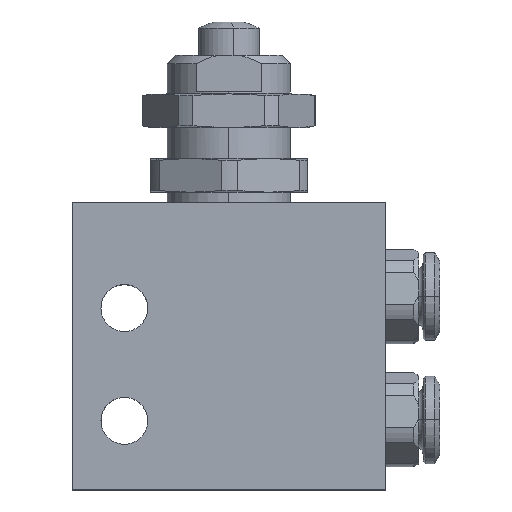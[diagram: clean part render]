
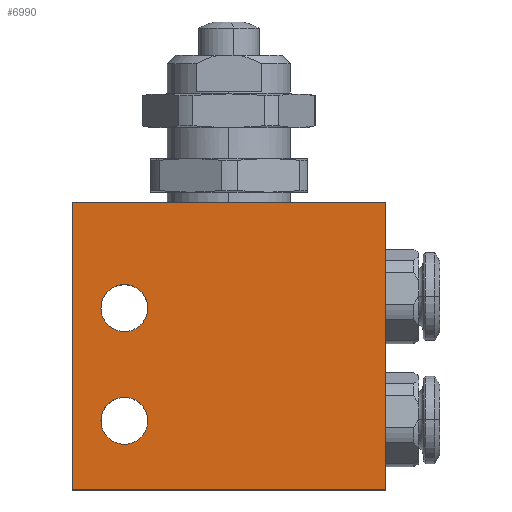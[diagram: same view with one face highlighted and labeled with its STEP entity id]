
A CAD part, top view. The second image highlights one B-rep face of the part: STEP entity #6990.
In plain terms, the highlighted planar face has unit normal (0, 0, 1).
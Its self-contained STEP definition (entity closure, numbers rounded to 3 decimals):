
#23 = EDGE_CURVE ( 'NONE', #5430, #1481, #5077, .T. ) ;
#41 = AXIS2_PLACEMENT_3D ( 'NONE', #1570, #6197, #1695 ) ;
#72 = DIRECTION ( 'NONE',  ( 0., 0., 1. ) ) ;
#85 = LINE ( 'NONE', #7043, #2917 ) ;
#203 = CARTESIAN_POINT ( 'NONE',  ( 0., 0., 15. ) ) ;
#281 = CARTESIAN_POINT ( 'NONE',  ( 5., 17.4, 15. ) ) ;
#308 = AXIS2_PLACEMENT_3D ( 'NONE', #3988, #72, #7243 ) ;
#477 = DIRECTION ( 'NONE',  ( -1., 0., 0. ) ) ;
#494 = EDGE_LOOP ( 'NONE', ( #1843, #8035 ) ) ;
#697 = LINE ( 'NONE', #5035, #1504 ) ;
#1282 = EDGE_CURVE ( 'NONE', #4715, #4599, #85, .T. ) ;
#1481 = VERTEX_POINT ( 'NONE', #2726 ) ;
#1504 = VECTOR ( 'NONE', #5703, 1000. ) ;
#1570 = CARTESIAN_POINT ( 'NONE',  ( 5., 6.6, 15. ) ) ;
#1695 = DIRECTION ( 'NONE',  ( 1., 0., 0. ) ) ;
#1796 = PLANE ( 'NONE',  #3339 ) ;
#1843 = ORIENTED_EDGE ( 'NONE', *, *, #5366, .F. ) ;
#1861 = FACE_BOUND ( 'NONE', #494, .T. ) ;
#1904 = EDGE_CURVE ( 'NONE', #4599, #7929, #697, .T. ) ;
#2169 = CARTESIAN_POINT ( 'NONE',  ( 7.25, 17.4, 15. ) ) ;
#2253 = FACE_BOUND ( 'NONE', #5834, .T. ) ;
#2359 = CARTESIAN_POINT ( 'NONE',  ( 7.25, 6.6, 15. ) ) ;
#2726 = CARTESIAN_POINT ( 'NONE',  ( 2.75, 6.6, 15. ) ) ;
#2917 = VECTOR ( 'NONE', #4442, 1000. ) ;
#3131 = CARTESIAN_POINT ( 'NONE',  ( 0., 27.5, 15. ) ) ;
#3287 = CIRCLE ( 'NONE', #3814, 2.25 ) ;
#3316 = EDGE_CURVE ( 'NONE', #7929, #7720, #5809, .T. ) ;
#3339 = AXIS2_PLACEMENT_3D ( 'NONE', #3131, #5695, #477 ) ;
#3380 = ORIENTED_EDGE ( 'NONE', *, *, #4750, .F. ) ;
#3638 = VERTEX_POINT ( 'NONE', #2169 ) ;
#3737 = DIRECTION ( 'NONE',  ( 0., -1., 0. ) ) ;
#3814 = AXIS2_PLACEMENT_3D ( 'NONE', #6000, #7324, #4782 ) ;
#3823 = CARTESIAN_POINT ( 'NONE',  ( 30., 27.5, 15. ) ) ;
#3988 = CARTESIAN_POINT ( 'NONE',  ( 5., 17.4, 15. ) ) ;
#4214 = ORIENTED_EDGE ( 'NONE', *, *, #1904, .T. ) ;
#4442 = DIRECTION ( 'NONE',  ( 1., 0., 0. ) ) ;
#4599 = VERTEX_POINT ( 'NONE', #5766 ) ;
#4715 = VERTEX_POINT ( 'NONE', #203 ) ;
#4741 = DIRECTION ( 'NONE',  ( 0., 0., 1. ) ) ;
#4750 = EDGE_CURVE ( 'NONE', #1481, #5430, #3287, .T. ) ;
#4782 = DIRECTION ( 'NONE',  ( 1., 0., 0. ) ) ;
#4805 = DIRECTION ( 'NONE',  ( 1., 0., 0. ) ) ;
#5035 = CARTESIAN_POINT ( 'NONE',  ( 30., 0., 15. ) ) ;
#5077 = CIRCLE ( 'NONE', #41, 2.25 ) ;
#5085 = CARTESIAN_POINT ( 'NONE',  ( 2.75, 17.4, 15. ) ) ;
#5366 = EDGE_CURVE ( 'NONE', #3638, #8386, #8173, .T. ) ;
#5430 = VERTEX_POINT ( 'NONE', #2359 ) ;
#5504 = VECTOR ( 'NONE', #6184, 1000. ) ;
#5695 = DIRECTION ( 'NONE',  ( 0., 0., -1. ) ) ;
#5703 = DIRECTION ( 'NONE',  ( 0., 1., 0. ) ) ;
#5766 = CARTESIAN_POINT ( 'NONE',  ( 30., 0., 15. ) ) ;
#5796 = LINE ( 'NONE', #7637, #7531 ) ;
#5809 = LINE ( 'NONE', #6808, #5504 ) ;
#5834 = EDGE_LOOP ( 'NONE', ( #8122, #3380 ) ) ;
#5865 = CIRCLE ( 'NONE', #308, 2.25 ) ;
#6000 = CARTESIAN_POINT ( 'NONE',  ( 5., 6.6, 15. ) ) ;
#6029 = EDGE_CURVE ( 'NONE', #7720, #4715, #5796, .T. ) ;
#6184 = DIRECTION ( 'NONE',  ( -1., 0., 0. ) ) ;
#6197 = DIRECTION ( 'NONE',  ( 0., 0., 1. ) ) ;
#6561 = EDGE_LOOP ( 'NONE', ( #8014, #8152, #4214, #7131 ) ) ;
#6605 = FACE_OUTER_BOUND ( 'NONE', #6561, .T. ) ;
#6808 = CARTESIAN_POINT ( 'NONE',  ( 0., 27.5, 15. ) ) ;
#6842 = CARTESIAN_POINT ( 'NONE',  ( 0., 27.5, 15. ) ) ;
#6990 = ADVANCED_FACE ( 'NONE', ( #1861, #2253, #6605 ), #1796, .F. ) ;
#7043 = CARTESIAN_POINT ( 'NONE',  ( 0., 0., 15. ) ) ;
#7068 = EDGE_CURVE ( 'NONE', #8386, #3638, #5865, .T. ) ;
#7131 = ORIENTED_EDGE ( 'NONE', *, *, #3316, .T. ) ;
#7243 = DIRECTION ( 'NONE',  ( 1., 0., 0. ) ) ;
#7324 = DIRECTION ( 'NONE',  ( 0., 0., 1. ) ) ;
#7531 = VECTOR ( 'NONE', #3737, 1000. ) ;
#7581 = AXIS2_PLACEMENT_3D ( 'NONE', #281, #4741, #4805 ) ;
#7637 = CARTESIAN_POINT ( 'NONE',  ( 0., 0., 15. ) ) ;
#7720 = VERTEX_POINT ( 'NONE', #6842 ) ;
#7929 = VERTEX_POINT ( 'NONE', #3823 ) ;
#8014 = ORIENTED_EDGE ( 'NONE', *, *, #6029, .T. ) ;
#8035 = ORIENTED_EDGE ( 'NONE', *, *, #7068, .F. ) ;
#8122 = ORIENTED_EDGE ( 'NONE', *, *, #23, .F. ) ;
#8152 = ORIENTED_EDGE ( 'NONE', *, *, #1282, .T. ) ;
#8173 = CIRCLE ( 'NONE', #7581, 2.25 ) ;
#8386 = VERTEX_POINT ( 'NONE', #5085 ) ;
